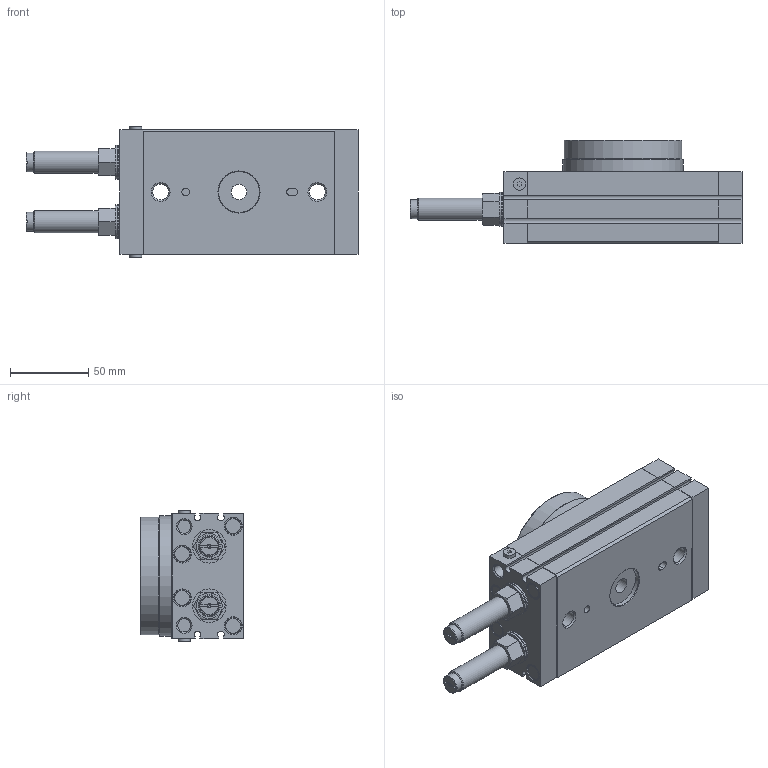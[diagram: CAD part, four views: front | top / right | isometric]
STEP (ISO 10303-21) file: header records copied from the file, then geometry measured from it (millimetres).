
FILE_DESCRIPTION( ( 'STEP AP214' ), '1' );
FILE_NAME( 'HRQ50A+().stp', '2021-09-20T11:52:13', ( 'License CC BY-ND 4.0' ), ( 'CADENAS' ), ' ', 'PARTsolutions', ' ' );
FILE_SCHEMA( ( 'AUTOMOTIVE_DESIGN { 1 0 10303 214 1 1 1 1 }' ) );
Length unit declared in the file: millimetre
Products named in the file (3): HRQ50A+(); _HRQ50-A-dummy; _HRQ50-A_part
Assembly tree (2 placements, depth 2):
  HRQ50A+()
    _HRQ50-A-dummy
    _HRQ50-A_part
Bounding box: 212 x 66 x 84 mm (x, y, z)
Volume: 626164.5 mm3; surface area: 76498.7 mm2
Topology: 1 solids, 1 shells, 328 faces, 698 edges, 444 vertices
Faces by surface type: plane 164, cylinder 84, cone 69, torus 11
Full cylindrical faces by diameter (mm): 2 x2, 3.326 x6, 5 x2, 6.647 x12, 7.8 x2, 8.376 x2, 9.5 x6, 10 x15, 10.106 x2, 10.5 x2, 11 x8, 12 x2, 14 x2, 17.5 x2, 21.5 x4, 26 x1, 34 x1, 35 x1, 75 x1, 77 x1
Entity records: 10871 total; most frequent: CARTESIAN_POINT 1609, DIRECTION 1423, ORIENTED_EDGE 1068, AXIS2_PLACEMENT_3D 586, EDGE_LOOP 551, EDGE_CURVE 534, VERTEX_POINT 427, FACE_OUTER_BOUND 409
